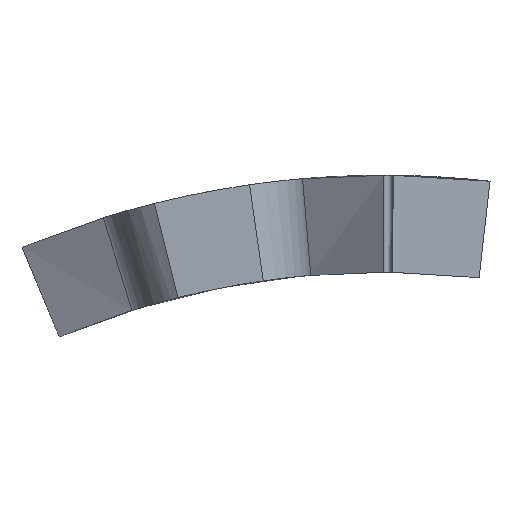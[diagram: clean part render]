
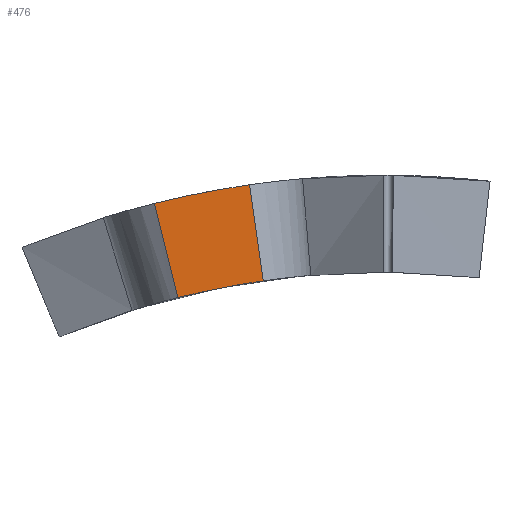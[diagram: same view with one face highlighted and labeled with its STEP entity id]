
A CAD part, left-side view. The second image highlights one B-rep face of the part: STEP entity #476.
In plain terms, the highlighted planar face has unit normal (-1, 0, 0).
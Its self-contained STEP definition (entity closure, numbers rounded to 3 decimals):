
#29 = DIRECTION ( 'NONE',  ( 0., 0., -1. ) ) ;
#38 = CARTESIAN_POINT ( 'NONE',  ( 1.381, 0.248, 1.732 ) ) ;
#43 = EDGE_CURVE ( 'NONE', #844, #129, #891, .T. ) ;
#57 = DIRECTION ( 'NONE',  ( 0., 0.242, 0.97 ) ) ;
#73 = VERTEX_POINT ( 'NONE', #519 ) ;
#129 = VERTEX_POINT ( 'NONE', #38 ) ;
#160 = DIRECTION ( 'NONE',  ( 1., 0., 0. ) ) ;
#207 = VECTOR ( 'NONE', #566, 1000. ) ;
#210 = ORIENTED_EDGE ( 'NONE', *, *, #43, .T. ) ;
#227 = CARTESIAN_POINT ( 'NONE',  ( 1.381, 0.277, 1.93 ) ) ;
#229 = ORIENTED_EDGE ( 'NONE', *, *, #796, .T. ) ;
#236 = EDGE_CURVE ( 'NONE', #844, #73, #372, .T. ) ;
#246 = AXIS2_PLACEMENT_3D ( 'NONE', #787, #160, #29 ) ;
#312 = CARTESIAN_POINT ( 'NONE',  ( 1.381, 0., 0. ) ) ;
#328 = DIRECTION ( 'NONE',  ( 0., 0.242, 0.97 ) ) ;
#336 = CARTESIAN_POINT ( 'NONE',  ( 1.381, 0.473, 1.892 ) ) ;
#344 = LINE ( 'NONE', #227, #207 ) ;
#358 = ORIENTED_EDGE ( 'NONE', *, *, #438, .T. ) ;
#372 = LINE ( 'NONE', #336, #694 ) ;
#384 = CIRCLE ( 'NONE', #769, 1.95 ) ;
#398 = FACE_OUTER_BOUND ( 'NONE', #562, .T. ) ;
#438 = EDGE_CURVE ( 'NONE', #129, #705, #344, .T. ) ;
#469 = DIRECTION ( 'NONE',  ( -1., 0., 0. ) ) ;
#476 = ADVANCED_FACE ( 'NONE', ( #398 ), #642, .F. ) ;
#519 = CARTESIAN_POINT ( 'NONE',  ( 1.381, 0.473, 1.892 ) ) ;
#562 = EDGE_LOOP ( 'NONE', ( #596, #210, #358, #229 ) ) ;
#566 = DIRECTION ( 'NONE',  ( 0., 0.142, 0.99 ) ) ;
#577 = DIRECTION ( 'NONE',  ( 1., 0., 0. ) ) ;
#586 = DIRECTION ( 'NONE',  ( 0., 0., -1. ) ) ;
#596 = ORIENTED_EDGE ( 'NONE', *, *, #236, .F. ) ;
#599 = CARTESIAN_POINT ( 'NONE',  ( 1.381, 0., 0. ) ) ;
#642 = PLANE ( 'NONE',  #246 ) ;
#694 = VECTOR ( 'NONE', #328, 1000. ) ;
#705 = VERTEX_POINT ( 'NONE', #819 ) ;
#752 = CARTESIAN_POINT ( 'NONE',  ( 1.381, 0.424, 1.698 ) ) ;
#769 = AXIS2_PLACEMENT_3D ( 'NONE', #599, #469, #57 ) ;
#787 = CARTESIAN_POINT ( 'NONE',  ( 1.381, 0., 0. ) ) ;
#796 = EDGE_CURVE ( 'NONE', #705, #73, #384, .T. ) ;
#819 = CARTESIAN_POINT ( 'NONE',  ( 1.381, 0.277, 1.93 ) ) ;
#844 = VERTEX_POINT ( 'NONE', #752 ) ;
#874 = AXIS2_PLACEMENT_3D ( 'NONE', #312, #577, #586 ) ;
#891 = CIRCLE ( 'NONE', #874, 1.75 ) ;
